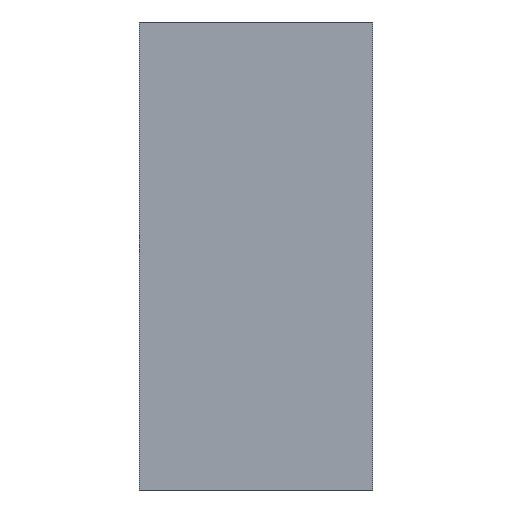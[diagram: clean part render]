
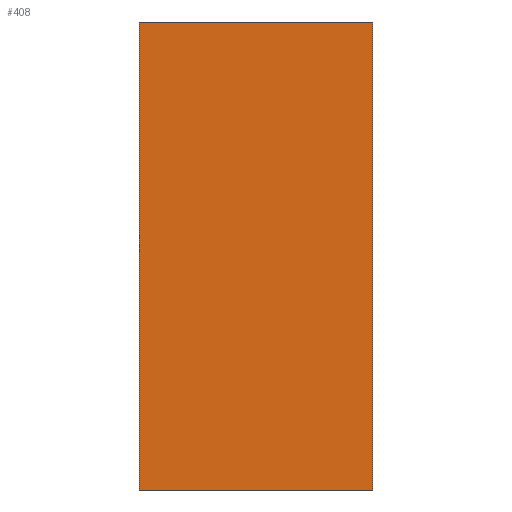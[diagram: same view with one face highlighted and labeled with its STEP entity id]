
A CAD part, front view. The second image highlights one B-rep face of the part: STEP entity #408.
In plain terms, the highlighted planar face has unit normal (0, -1, 0).
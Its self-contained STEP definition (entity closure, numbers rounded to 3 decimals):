
#76=FACE_OUTER_BOUND('',#96,.T.);
#96=EDGE_LOOP('',(#307,#308,#309,#310));
#111=LINE('',#646,#159);
#115=LINE('',#654,#163);
#118=LINE('',#660,#166);
#121=LINE('',#665,#169);
#159=VECTOR('',#527,10.);
#163=VECTOR('',#533,10.);
#166=VECTOR('',#538,10.);
#169=VECTOR('',#543,10.);
#207=VERTEX_POINT('',#644);
#208=VERTEX_POINT('',#645);
#211=VERTEX_POINT('',#653);
#213=VERTEX_POINT('',#659);
#239=EDGE_CURVE('',#207,#208,#111,.T.);
#243=EDGE_CURVE('',#211,#207,#115,.T.);
#246=EDGE_CURVE('',#213,#211,#118,.T.);
#249=EDGE_CURVE('',#208,#213,#121,.T.);
#307=ORIENTED_EDGE('',*,*,#249,.F.);
#308=ORIENTED_EDGE('',*,*,#239,.F.);
#309=ORIENTED_EDGE('',*,*,#243,.F.);
#310=ORIENTED_EDGE('',*,*,#246,.F.);
#388=PLANE('',#492);
#408=ADVANCED_FACE('',(#76),#388,.F.);
#492=AXIS2_PLACEMENT_3D('',#668,#547,#548);
#527=DIRECTION('',(1.,0.,0.));
#533=DIRECTION('',(0.,0.,1.));
#538=DIRECTION('',(-1.,0.,0.));
#543=DIRECTION('',(0.,0.,-1.));
#547=DIRECTION('center_axis',(0.,1.,0.));
#548=DIRECTION('ref_axis',(0.,0.,1.));
#644=CARTESIAN_POINT('',(-12.7,0.,25.368));
#645=CARTESIAN_POINT('',(1207.3,0.,25.368));
#646=CARTESIAN_POINT('',(-12.7,0.,25.368));
#653=CARTESIAN_POINT('',(-12.7,0.,-2414.632));
#654=CARTESIAN_POINT('',(-12.7,0.,-2414.632));
#659=CARTESIAN_POINT('',(1207.3,0.,-2414.632));
#660=CARTESIAN_POINT('',(1207.3,0.,-2414.632));
#665=CARTESIAN_POINT('',(1207.3,0.,25.368));
#668=CARTESIAN_POINT('Origin',(597.3,0.,-1194.632));
